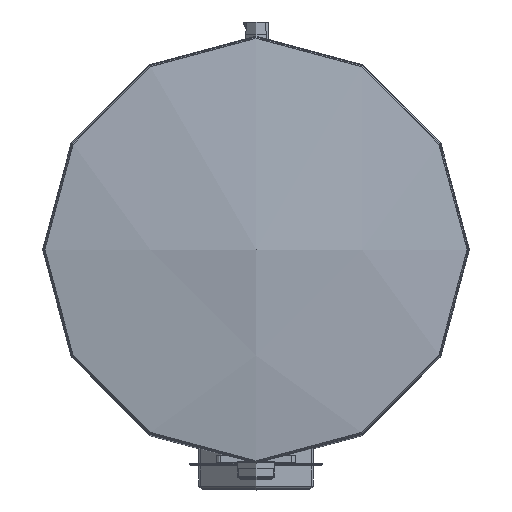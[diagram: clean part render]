
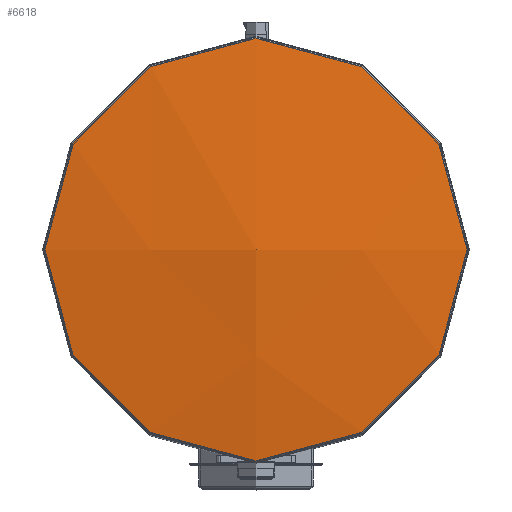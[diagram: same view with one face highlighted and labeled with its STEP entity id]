
A CAD part, top view. The second image highlights one B-rep face of the part: STEP entity #6618.
In plain terms, the highlighted free-form (B-spline) face has degree [2, 2] with [3, 9] control points.
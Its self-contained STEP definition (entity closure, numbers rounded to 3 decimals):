
#208=(
BOUNDED_CURVE()
B_SPLINE_CURVE(2,(#12793,#12794,#12795),.UNSPECIFIED.,.F.,.F.)
B_SPLINE_CURVE_WITH_KNOTS((3,3),(-1.501,-1.434),
 .UNSPECIFIED.)
CURVE()
GEOMETRIC_REPRESENTATION_ITEM()
RATIONAL_B_SPLINE_CURVE((1.,0.999,1.))
REPRESENTATION_ITEM($)
);
#212=(
BOUNDED_SURFACE()
B_SPLINE_SURFACE(2,2,((#12765,#12766,#12767,#12768,#12769,#12770,#12771,
#12772,#12773),(#12774,#12775,#12776,#12777,#12778,#12779,#12780,#12781,
#12782),(#12783,#12784,#12785,#12786,#12787,#12788,#12789,#12790,#12791)),
 .UNSPECIFIED.,.F.,.T.,.F.)
B_SPLINE_SURFACE_WITH_KNOTS((3,3),(3,2,2,2,3),(1.434,1.501),
(-3.142,-1.571,0.,1.571,3.142),
 .UNSPECIFIED.)
GEOMETRIC_REPRESENTATION_ITEM()
RATIONAL_B_SPLINE_SURFACE(((1.,0.707,1.,0.707,1.,
0.707,1.,0.707,1.),(0.999,0.707,
0.999,0.707,0.999,0.707,
0.999,0.707,0.999),(1.,0.707,
1.,0.707,1.,0.707,1.,0.707,1.)))
REPRESENTATION_ITEM($)
SURFACE()
);
#2107=FACE_OUTER_BOUND($,#2588,.T.);
#2588=EDGE_LOOP($,(#5993,#5994,#5995,#5996));
#3007=CIRCLE($,#7439,348.169);
#3008=CIRCLE($,#7440,348.169);
#3557=VERTEX_POINT($,#12761);
#3558=VERTEX_POINT($,#12762);
#3559=VERTEX_POINT($,#12792);
#4376=EDGE_CURVE($,#3557,#3558,#3007,.T.);
#4377=EDGE_CURVE($,#3558,#3557,#3008,.T.);
#4378=EDGE_CURVE($,#3559,#3558,#208,.T.);
#5993=ORIENTED_EDGE($,*,*,#4378,.T.);
#5994=ORIENTED_EDGE($,*,*,#4377,.T.);
#5995=ORIENTED_EDGE($,*,*,#4376,.T.);
#5996=ORIENTED_EDGE($,*,*,#4378,.F.);
#6618=ADVANCED_FACE($,(#2107),#212,.F.);
#7439=AXIS2_PLACEMENT_3D($,#12763,#9554,#9555);
#7440=AXIS2_PLACEMENT_3D($,#12764,#9556,#9557);
#9554=DIRECTION('center_axis',(0.,0.,1.));
#9555=DIRECTION('ref_axis',(1.,0.,0.));
#9556=DIRECTION('center_axis',(0.,0.,1.));
#9557=DIRECTION('ref_axis',(1.,0.,0.));
#12761=CARTESIAN_POINT('',(-348.169,0.,1924.944));
#12762=CARTESIAN_POINT('',(0.,348.169,1924.944));
#12763=CARTESIAN_POINT('Origin',(0.,0.,
1924.944));
#12764=CARTESIAN_POINT('Origin',(0.,0.,
1924.944));
#12765=CARTESIAN_POINT('Ctrl Pts',(0.,348.169,
1924.944));
#12766=CARTESIAN_POINT('Ctrl Pts',(-348.169,348.169,1924.944));
#12767=CARTESIAN_POINT('Ctrl Pts',(-348.169,0.,
1924.944));
#12768=CARTESIAN_POINT('Ctrl Pts',(-348.169,-348.169,
1924.944));
#12769=CARTESIAN_POINT('Ctrl Pts',(0.,-348.169,
1924.944));
#12770=CARTESIAN_POINT('Ctrl Pts',(348.169,-348.169,1924.944));
#12771=CARTESIAN_POINT('Ctrl Pts',(348.169,0.,
1924.944));
#12772=CARTESIAN_POINT('Ctrl Pts',(348.169,348.169,1924.944));
#12773=CARTESIAN_POINT('Ctrl Pts',(0.,348.169,
1924.944));
#12774=CARTESIAN_POINT('Ctrl Pts',(0.,174.684,
1948.756));
#12775=CARTESIAN_POINT('Ctrl Pts',(-174.684,174.684,1948.756));
#12776=CARTESIAN_POINT('Ctrl Pts',(-174.684,0.,
1948.756));
#12777=CARTESIAN_POINT('Ctrl Pts',(-174.684,-174.684,
1948.756));
#12778=CARTESIAN_POINT('Ctrl Pts',(0.,-174.684,
1948.756));
#12779=CARTESIAN_POINT('Ctrl Pts',(174.684,-174.684,1948.756));
#12780=CARTESIAN_POINT('Ctrl Pts',(174.684,0.,
1948.756));
#12781=CARTESIAN_POINT('Ctrl Pts',(174.684,174.684,1948.756));
#12782=CARTESIAN_POINT('Ctrl Pts',(0.,174.684,
1948.756));
#12783=CARTESIAN_POINT('Ctrl Pts',(0.,0.,
1961.));
#12784=CARTESIAN_POINT('Ctrl Pts',(0.,0.,
1961.));
#12785=CARTESIAN_POINT('Ctrl Pts',(0.,0.,
1961.));
#12786=CARTESIAN_POINT('Ctrl Pts',(0.,0.,
1961.));
#12787=CARTESIAN_POINT('Ctrl Pts',(0.,0.,
1961.));
#12788=CARTESIAN_POINT('Ctrl Pts',(0.,0.,
1961.));
#12789=CARTESIAN_POINT('Ctrl Pts',(0.,0.,
1961.));
#12790=CARTESIAN_POINT('Ctrl Pts',(0.,0.,
1961.));
#12791=CARTESIAN_POINT('Ctrl Pts',(0.,0.,
1961.));
#12792=CARTESIAN_POINT('',(0.,0.,1961.));
#12793=CARTESIAN_POINT('Ctrl Pts',(0.,0.,
1961.));
#12794=CARTESIAN_POINT('Ctrl Pts',(0.,174.684,
1948.756));
#12795=CARTESIAN_POINT('Ctrl Pts',(0.,348.169,
1924.944));
